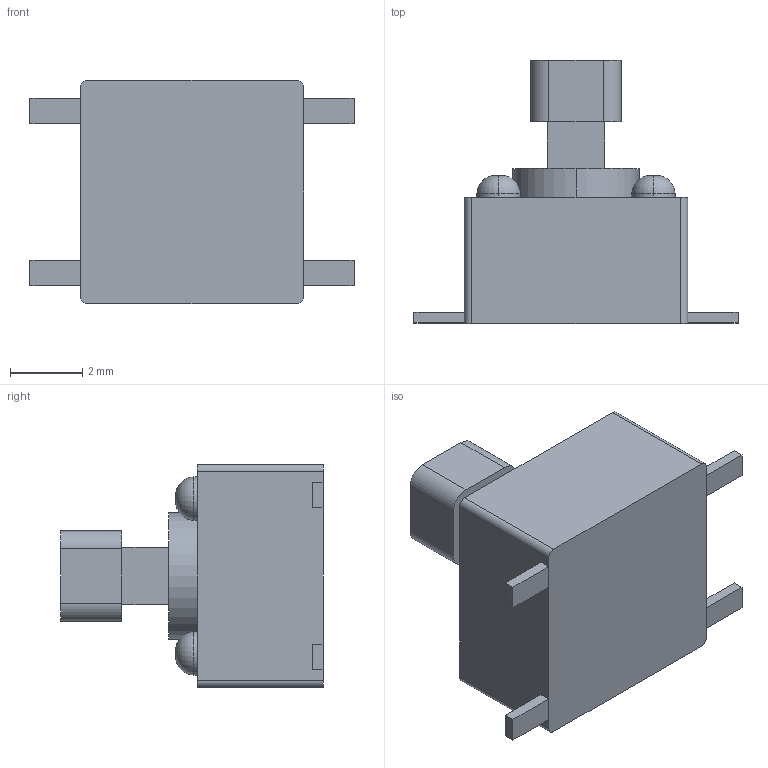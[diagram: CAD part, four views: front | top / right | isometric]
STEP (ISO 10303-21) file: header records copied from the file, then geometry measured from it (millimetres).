
FILE_DESCRIPTION (( 'STEP AP214' ), '1' );
FILE_NAME ('8DD9A6C4-F246-4C21-8F34-55E6B07EA5FD.STEP', '2008-11-01T16:25:36', ( 'Solidworks' ), ( 'Solidworks' ), 'SwSTEP 2.0', 'SolidWorks 2009', '' );
FILE_SCHEMA (( 'AUTOMOTIVE_DESIGN' ));
Length unit declared in the file: millimetre
Products named in the file (1): 8DD9A6C4-F246-4C21-8F34-55E6B07EA5FD
Bounding box: 9 x 7.3 x 6.2 mm (x, y, z)
Volume: 158.9 mm3; surface area: 218.6 mm2
Topology: 1 solids, 1 shells, 67 faces, 154 edges, 100 vertices
Faces by surface type: plane 41, cylinder 18, torus 8
Entity records: 2656 total; most frequent: DIRECTION 342, CARTESIAN_POINT 322, ORIENTED_EDGE 308, EDGE_CURVE 154, AXIS2_PLACEMENT_3D 120, VECTOR 102, LINE 102, VERTEX_POINT 100
